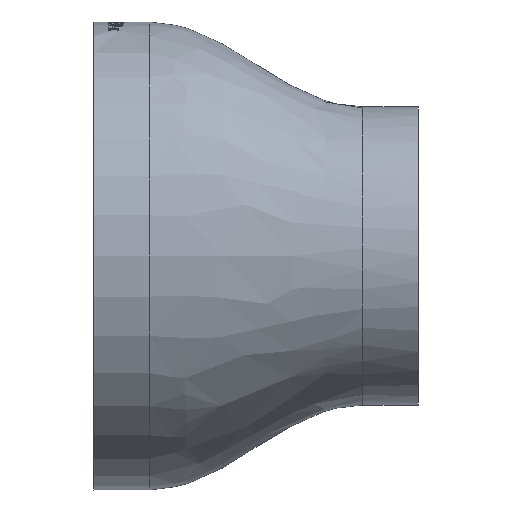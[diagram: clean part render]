
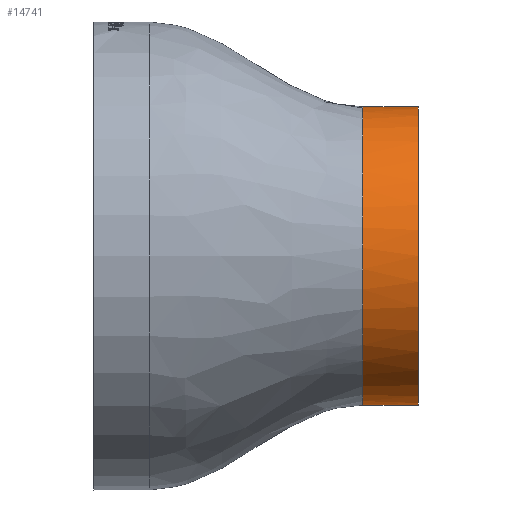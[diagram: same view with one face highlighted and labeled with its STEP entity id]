
A CAD part, front view. The second image highlights one B-rep face of the part: STEP entity #14741.
In plain terms, the highlighted cylindrical face has radius 69.85 mm (diameter 139.7 mm), a full revolution.
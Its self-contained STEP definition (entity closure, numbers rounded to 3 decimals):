
#45 = CARTESIAN_POINT ( 'NONE',  ( 126., -109.55, 18.525 ) ) ;
#130 = DIRECTION ( 'NONE',  ( -1., 0., 0. ) ) ;
#815 = EDGE_CURVE ( 'NONE', #17428, #17428, #15064, .T. ) ;
#849 = ORIENTED_EDGE ( 'NONE', *, *, #10003, .F. ) ;
#1228 = CARTESIAN_POINT ( 'NONE',  ( 126., -21.175, -69.85 ) ) ;
#2344 = AXIS2_PLACEMENT_3D ( 'NONE', #15208, #130, #8398 ) ;
#2829 = CARTESIAN_POINT ( 'NONE',  ( 126., -3.408, -62.49 ) ) ;
#3166 = DIRECTION ( 'NONE',  ( 0., 0., 1. ) ) ;
#3730 = VERTEX_POINT ( 'NONE', #3822 ) ;
#3822 = CARTESIAN_POINT ( 'NONE',  ( 126., 30.15, 0. ) ) ;
#4113 = CARTESIAN_POINT ( 'NONE',  ( 126., -58.225, 69.85 ) ) ;
#4205 = CARTESIAN_POINT ( 'NONE',  ( 126., 30.113, 2.775 ) ) ;
#5256 = CARTESIAN_POINT ( 'NONE',  ( 152., -39.7, 69.85 ) ) ;
#5449 = CARTESIAN_POINT ( 'NONE',  ( 126., 30.15, 0. ) ) ;
#5626 = CARTESIAN_POINT ( 'NONE',  ( 126., 20.171, -38.912 ) ) ;
#5780 = DIRECTION ( 'NONE',  ( -1., 0., 0. ) ) ;
#6718 = CARTESIAN_POINT ( 'NONE',  ( 126., 27.402, 24.603 ) ) ;
#6809 = CARTESIAN_POINT ( 'NONE',  ( 126., -109.55, -18.525 ) ) ;
#8052 = CARTESIAN_POINT ( 'NONE',  ( 126., 30.15, -0.926 ) ) ;
#8123 = EDGE_LOOP ( 'NONE', ( #849 ) ) ;
#8139 = CARTESIAN_POINT ( 'NONE',  ( 126., -102.19, 36.292 ) ) ;
#8225 = CARTESIAN_POINT ( 'NONE',  ( 126., -102.19, -36.292 ) ) ;
#8310 = CARTESIAN_POINT ( 'NONE',  ( 126., 29.676, 8.275 ) ) ;
#8398 = DIRECTION ( 'NONE',  ( 0., 0., 1. ) ) ;
#8412 = CARTESIAN_POINT ( 'NONE',  ( 126., 27.402, -24.603 ) ) ;
#9476 = CARTESIAN_POINT ( 'NONE',  ( 126., 29.949, -5.534 ) ) ;
#9738 = CARTESIAN_POINT ( 'NONE',  ( 126., 29.949, 5.534 ) ) ;
#10003 = EDGE_CURVE ( 'NONE', #3730, #3730, #11330, .T. ) ;
#10813 = CARTESIAN_POINT ( 'NONE',  ( 126., 30.15, 0.926 ) ) ;
#10904 = CARTESIAN_POINT ( 'NONE',  ( 126., -3.408, 62.49 ) ) ;
#10994 = CARTESIAN_POINT ( 'NONE',  ( 126., 30.113, -2.775 ) ) ;
#11330 = B_SPLINE_CURVE_WITH_KNOTS ( 'NONE', 3,
 ( #5449, #8052, #10994, #9476, #15131, #8412, #5626, #2829, #1228, #13509, #16374, #8225, #6809, #45, #8139, #12335, #4113, #16459, #10904, #13771, #6718, #8310, #9738, #4205, #10813, #16291 ),
 .UNSPECIFIED., .T., .F.,
 ( 4, 1, 1, 1, 1, 2, 2, 2, 2, 2, 2, 2, 1, 1, 1, 1, 4 ),
 ( 0., 0.006, 0.012, 0.019, 0.025, 0.125, 0.25, 0.375, 0.5, 0.625, 0.75, 0.875, 0.975, 0.981, 0.988, 0.994, 1. ),
 .UNSPECIFIED. ) ;
#11354 = FACE_OUTER_BOUND ( 'NONE', #8123, .T. ) ;
#11418 = EDGE_LOOP ( 'NONE', ( #13007 ) ) ;
#12322 = CYLINDRICAL_SURFACE ( 'NONE', #2344, 69.85 ) ;
#12335 = CARTESIAN_POINT ( 'NONE',  ( 126., -75.992, 62.49 ) ) ;
#12496 = CARTESIAN_POINT ( 'NONE',  ( 152., -39.7, 0. ) ) ;
#13007 = ORIENTED_EDGE ( 'NONE', *, *, #815, .T. ) ;
#13509 = CARTESIAN_POINT ( 'NONE',  ( 126., -58.225, -69.85 ) ) ;
#13771 = CARTESIAN_POINT ( 'NONE',  ( 126., 20.171, 38.912 ) ) ;
#14741 = ADVANCED_FACE ( 'NONE', ( #16616, #11354 ), #12322, .T. ) ;
#15064 = CIRCLE ( 'NONE', #16762, 69.85 ) ;
#15131 = CARTESIAN_POINT ( 'NONE',  ( 126., 29.676, -8.275 ) ) ;
#15208 = CARTESIAN_POINT ( 'NONE',  ( 126.827, -39.7, 0. ) ) ;
#16291 = CARTESIAN_POINT ( 'NONE',  ( 126., 30.15, 0. ) ) ;
#16374 = CARTESIAN_POINT ( 'NONE',  ( 126., -75.992, -62.49 ) ) ;
#16459 = CARTESIAN_POINT ( 'NONE',  ( 126., -21.175, 69.85 ) ) ;
#16616 = FACE_OUTER_BOUND ( 'NONE', #11418, .T. ) ;
#16762 = AXIS2_PLACEMENT_3D ( 'NONE', #12496, #5780, #3166 ) ;
#17428 = VERTEX_POINT ( 'NONE', #5256 ) ;
